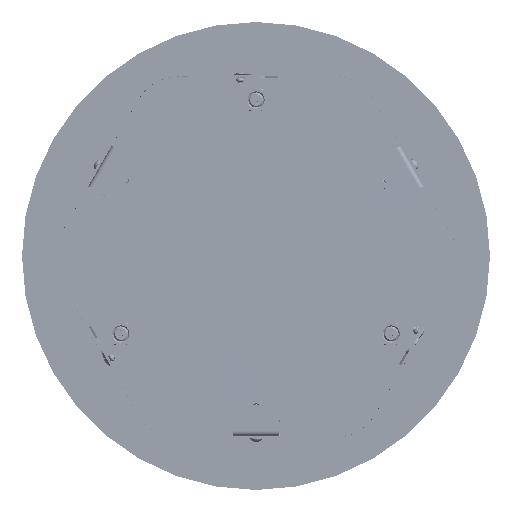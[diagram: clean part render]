
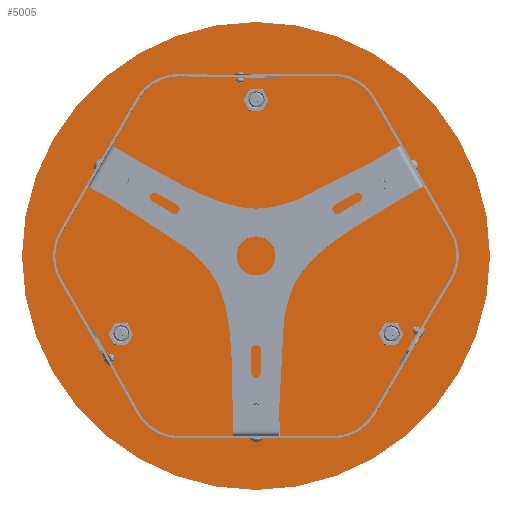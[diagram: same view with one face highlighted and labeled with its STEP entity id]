
A CAD part, top view. The second image highlights one B-rep face of the part: STEP entity #5005.
In plain terms, the highlighted planar face has unit normal (0, 0, 1).
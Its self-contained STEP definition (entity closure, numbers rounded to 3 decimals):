
#381 = VERTEX_POINT ( 'NONE', #34053 ) ;
#1041 = CARTESIAN_POINT ( 'NONE',  ( 0., 0., 1.5 ) ) ;
#1486 = ORIENTED_EDGE ( 'NONE', *, *, #48601, .F. ) ;
#1694 = CARTESIAN_POINT ( 'NONE',  ( 0., 0., 1.5 ) ) ;
#2876 = DIRECTION ( 'NONE',  ( 0., 0., 1. ) ) ;
#3619 = EDGE_CURVE ( 'NONE', #53151, #64658, #31980, .T. ) ;
#4298 = DIRECTION ( 'NONE',  ( -0.5, -0.866, 0. ) ) ;
#4499 = EDGE_CURVE ( 'NONE', #34086, #9326, #61972, .T. ) ;
#4916 = CARTESIAN_POINT ( 'NONE',  ( -86.603, -50., 1.5 ) ) ;
#5005 = ADVANCED_FACE ( 'NONE', ( #64308, #17724, #56395, #19318, #50884, #59551, #20084 ), #32230, .T. ) ;
#5319 = VERTEX_POINT ( 'NONE', #47432 ) ;
#6341 = DIRECTION ( 'NONE',  ( 0.5, 0.866, 0. ) ) ;
#7000 = CARTESIAN_POINT ( 'NONE',  ( -81.353, -50., 1.5 ) ) ;
#7342 = CARTESIAN_POINT ( 'NONE',  ( 86.603, 50., 1.5 ) ) ;
#8579 = VERTEX_POINT ( 'NONE', #49244 ) ;
#9326 = VERTEX_POINT ( 'NONE', #47755 ) ;
#10418 = CARTESIAN_POINT ( 'NONE',  ( 86.603, 50., 1.5 ) ) ;
#10753 = CARTESIAN_POINT ( 'NONE',  ( -91.853, 50., 1.5 ) ) ;
#11081 = AXIS2_PLACEMENT_3D ( 'NONE', #51119, #25527, #40313 ) ;
#11550 = DIRECTION ( 'NONE',  ( 0., 0., 1. ) ) ;
#12472 = EDGE_LOOP ( 'NONE', ( #59731, #62407 ) ) ;
#13206 = EDGE_CURVE ( 'NONE', #8579, #14768, #36513, .T. ) ;
#13421 = CARTESIAN_POINT ( 'NONE',  ( 91.853, -50., 1.5 ) ) ;
#13792 = EDGE_LOOP ( 'NONE', ( #32559, #1486 ) ) ;
#14656 = DIRECTION ( 'NONE',  ( 0.5, -0.866, 0. ) ) ;
#14768 = VERTEX_POINT ( 'NONE', #60293 ) ;
#14874 = DIRECTION ( 'NONE',  ( 0., 0., 1. ) ) ;
#14923 = AXIS2_PLACEMENT_3D ( 'NONE', #17464, #2876, #52719 ) ;
#15266 = DIRECTION ( 'NONE',  ( -0.5, 0.866, 0. ) ) ;
#15340 = DIRECTION ( 'NONE',  ( 0., 0., 1. ) ) ;
#16173 = CARTESIAN_POINT ( 'NONE',  ( -86.603, -50., 1.5 ) ) ;
#16238 = VERTEX_POINT ( 'NONE', #10753 ) ;
#16258 = VERTEX_POINT ( 'NONE', #55923 ) ;
#16727 = DIRECTION ( 'NONE',  ( 1., 0., 0. ) ) ;
#16880 = EDGE_LOOP ( 'NONE', ( #57304, #18903 ) ) ;
#17464 = CARTESIAN_POINT ( 'NONE',  ( 0., 100., 1.5 ) ) ;
#17566 = VERTEX_POINT ( 'NONE', #53511 ) ;
#17724 = FACE_BOUND ( 'NONE', #16880, .T. ) ;
#18150 = ORIENTED_EDGE ( 'NONE', *, *, #25750, .F. ) ;
#18903 = ORIENTED_EDGE ( 'NONE', *, *, #58279, .F. ) ;
#19318 = FACE_BOUND ( 'NONE', #53600, .T. ) ;
#19541 = DIRECTION ( 'NONE',  ( 1., 0., 0. ) ) ;
#19609 = ORIENTED_EDGE ( 'NONE', *, *, #13206, .F. ) ;
#20084 = FACE_OUTER_BOUND ( 'NONE', #55269, .T. ) ;
#20848 = EDGE_CURVE ( 'NONE', #16238, #16258, #37692, .T. ) ;
#20999 = CIRCLE ( 'NONE', #54506, 5.25 ) ;
#23677 = CARTESIAN_POINT ( 'NONE',  ( 0., -100., 1.5 ) ) ;
#24402 = EDGE_CURVE ( 'NONE', #31158, #5319, #41545, .T. ) ;
#24543 = CARTESIAN_POINT ( 'NONE',  ( -86.603, 50., 1.5 ) ) ;
#24632 = CARTESIAN_POINT ( 'NONE',  ( 150., 0., 1.5 ) ) ;
#24942 = VERTEX_POINT ( 'NONE', #37177 ) ;
#25024 = ORIENTED_EDGE ( 'NONE', *, *, #3619, .T. ) ;
#25527 = DIRECTION ( 'NONE',  ( 0., 0., 1. ) ) ;
#25750 = EDGE_CURVE ( 'NONE', #14768, #8579, #31983, .T. ) ;
#25891 = CARTESIAN_POINT ( 'NONE',  ( 86.603, -50., 1.5 ) ) ;
#26993 = CARTESIAN_POINT ( 'NONE',  ( 91.853, 50., 1.5 ) ) ;
#27638 = DIRECTION ( 'NONE',  ( -0.5, 0.866, 0. ) ) ;
#28559 = DIRECTION ( 'NONE',  ( 1., 0., 0. ) ) ;
#28776 = DIRECTION ( 'NONE',  ( 0., 0., 1. ) ) ;
#29203 = AXIS2_PLACEMENT_3D ( 'NONE', #57363, #47229, #46597 ) ;
#29515 = AXIS2_PLACEMENT_3D ( 'NONE', #44884, #38929, #4298 ) ;
#29640 = DIRECTION ( 'NONE',  ( 0., 0., 1. ) ) ;
#30847 = DIRECTION ( 'NONE',  ( 0., 0., 1. ) ) ;
#31075 = DIRECTION ( 'NONE',  ( 1., 0., 0. ) ) ;
#31158 = VERTEX_POINT ( 'NONE', #13421 ) ;
#31729 = CIRCLE ( 'NONE', #59705, 5.25 ) ;
#31980 = CIRCLE ( 'NONE', #39713, 150. ) ;
#31983 = CIRCLE ( 'NONE', #34207, 5.25 ) ;
#32230 = PLANE ( 'NONE',  #29203 ) ;
#32559 = ORIENTED_EDGE ( 'NONE', *, *, #24402, .F. ) ;
#33822 = AXIS2_PLACEMENT_3D ( 'NONE', #1694, #62350, #16727 ) ;
#34053 = CARTESIAN_POINT ( 'NONE',  ( 5.25, 100., 1.5 ) ) ;
#34086 = VERTEX_POINT ( 'NONE', #7000 ) ;
#34207 = AXIS2_PLACEMENT_3D ( 'NONE', #39609, #50398, #19541 ) ;
#34554 = EDGE_CURVE ( 'NONE', #9326, #34086, #31729, .T. ) ;
#35902 = CIRCLE ( 'NONE', #42327, 5.25 ) ;
#36513 = CIRCLE ( 'NONE', #44554, 5.25 ) ;
#37177 = CARTESIAN_POINT ( 'NONE',  ( 81.353, 50., 1.5 ) ) ;
#37336 = ORIENTED_EDGE ( 'NONE', *, *, #54539, .F. ) ;
#37692 = CIRCLE ( 'NONE', #29515, 5.25 ) ;
#38929 = DIRECTION ( 'NONE',  ( 0., 0., 1. ) ) ;
#39190 = EDGE_LOOP ( 'NONE', ( #58541, #37336 ) ) ;
#39609 = CARTESIAN_POINT ( 'NONE',  ( 0., -100., 1.5 ) ) ;
#39713 = AXIS2_PLACEMENT_3D ( 'NONE', #1041, #61482, #31075 ) ;
#39833 = CIRCLE ( 'NONE', #11081, 5.25 ) ;
#40313 = DIRECTION ( 'NONE',  ( -1., 0., 0. ) ) ;
#41534 = DIRECTION ( 'NONE',  ( 0.5, -0.866, 0. ) ) ;
#41545 = CIRCLE ( 'NONE', #56152, 5.25 ) ;
#42327 = AXIS2_PLACEMENT_3D ( 'NONE', #10418, #45661, #15266 ) ;
#42417 = AXIS2_PLACEMENT_3D ( 'NONE', #7342, #63348, #27638 ) ;
#44554 = AXIS2_PLACEMENT_3D ( 'NONE', #23677, #28776, #28559 ) ;
#44884 = CARTESIAN_POINT ( 'NONE',  ( -86.603, 50., 1.5 ) ) ;
#45592 = AXIS2_PLACEMENT_3D ( 'NONE', #4916, #14874, #14656 ) ;
#45661 = DIRECTION ( 'NONE',  ( 0., 0., 1. ) ) ;
#46597 = DIRECTION ( 'NONE',  ( 1., 0., 0. ) ) ;
#47229 = DIRECTION ( 'NONE',  ( 0., 0., 1. ) ) ;
#47432 = CARTESIAN_POINT ( 'NONE',  ( 81.353, -50., 1.5 ) ) ;
#47755 = CARTESIAN_POINT ( 'NONE',  ( -91.853, -50., 1.5 ) ) ;
#48574 = ORIENTED_EDGE ( 'NONE', *, *, #20848, .F. ) ;
#48601 = EDGE_CURVE ( 'NONE', #5319, #31158, #20999, .T. ) ;
#48799 = ORIENTED_EDGE ( 'NONE', *, *, #49983, .T. ) ;
#49244 = CARTESIAN_POINT ( 'NONE',  ( -5.25, -100., 1.5 ) ) ;
#49401 = EDGE_CURVE ( 'NONE', #381, #17566, #39833, .T. ) ;
#49983 = EDGE_CURVE ( 'NONE', #64658, #53151, #54054, .T. ) ;
#50138 = VERTEX_POINT ( 'NONE', #26993 ) ;
#50376 = EDGE_CURVE ( 'NONE', #16258, #16238, #61916, .T. ) ;
#50398 = DIRECTION ( 'NONE',  ( 0., 0., 1. ) ) ;
#50884 = FACE_BOUND ( 'NONE', #12472, .T. ) ;
#51119 = CARTESIAN_POINT ( 'NONE',  ( 0., 100., 1.5 ) ) ;
#51733 = EDGE_CURVE ( 'NONE', #50138, #24942, #35902, .T. ) ;
#52242 = ORIENTED_EDGE ( 'NONE', *, *, #50376, .F. ) ;
#52719 = DIRECTION ( 'NONE',  ( -1., 0., 0. ) ) ;
#52824 = AXIS2_PLACEMENT_3D ( 'NONE', #24543, #29640, #64689 ) ;
#53151 = VERTEX_POINT ( 'NONE', #59712 ) ;
#53511 = CARTESIAN_POINT ( 'NONE',  ( -5.25, 100., 1.5 ) ) ;
#53600 = EDGE_LOOP ( 'NONE', ( #52242, #48574 ) ) ;
#54054 = CIRCLE ( 'NONE', #33822, 150. ) ;
#54506 = AXIS2_PLACEMENT_3D ( 'NONE', #25891, #15340, #60734 ) ;
#54539 = EDGE_CURVE ( 'NONE', #17566, #381, #56297, .T. ) ;
#55269 = EDGE_LOOP ( 'NONE', ( #25024, #48799 ) ) ;
#55923 = CARTESIAN_POINT ( 'NONE',  ( -81.353, 50., 1.5 ) ) ;
#56152 = AXIS2_PLACEMENT_3D ( 'NONE', #61027, #30847, #6341 ) ;
#56297 = CIRCLE ( 'NONE', #14923, 5.25 ) ;
#56395 = FACE_BOUND ( 'NONE', #39190, .T. ) ;
#57304 = ORIENTED_EDGE ( 'NONE', *, *, #51733, .F. ) ;
#57363 = CARTESIAN_POINT ( 'NONE',  ( 0., 0., 1.5 ) ) ;
#58084 = EDGE_LOOP ( 'NONE', ( #18150, #19609 ) ) ;
#58279 = EDGE_CURVE ( 'NONE', #24942, #50138, #60070, .T. ) ;
#58541 = ORIENTED_EDGE ( 'NONE', *, *, #49401, .F. ) ;
#59551 = FACE_BOUND ( 'NONE', #58084, .T. ) ;
#59705 = AXIS2_PLACEMENT_3D ( 'NONE', #16173, #11550, #41534 ) ;
#59712 = CARTESIAN_POINT ( 'NONE',  ( -150., 0., 1.5 ) ) ;
#59731 = ORIENTED_EDGE ( 'NONE', *, *, #4499, .F. ) ;
#60070 = CIRCLE ( 'NONE', #42417, 5.25 ) ;
#60293 = CARTESIAN_POINT ( 'NONE',  ( 5.25, -100., 1.5 ) ) ;
#60734 = DIRECTION ( 'NONE',  ( 0.5, 0.866, 0. ) ) ;
#61027 = CARTESIAN_POINT ( 'NONE',  ( 86.603, -50., 1.5 ) ) ;
#61482 = DIRECTION ( 'NONE',  ( 0., 0., 1. ) ) ;
#61916 = CIRCLE ( 'NONE', #52824, 5.25 ) ;
#61972 = CIRCLE ( 'NONE', #45592, 5.25 ) ;
#62350 = DIRECTION ( 'NONE',  ( 0., 0., 1. ) ) ;
#62407 = ORIENTED_EDGE ( 'NONE', *, *, #34554, .F. ) ;
#63348 = DIRECTION ( 'NONE',  ( 0., 0., 1. ) ) ;
#64308 = FACE_BOUND ( 'NONE', #13792, .T. ) ;
#64658 = VERTEX_POINT ( 'NONE', #24632 ) ;
#64689 = DIRECTION ( 'NONE',  ( -0.5, -0.866, 0. ) ) ;
